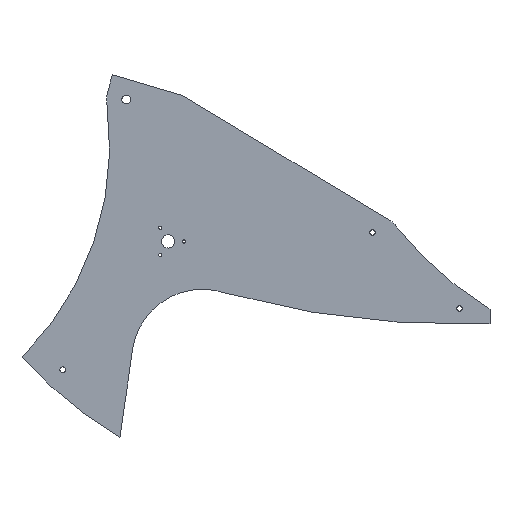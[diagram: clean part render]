
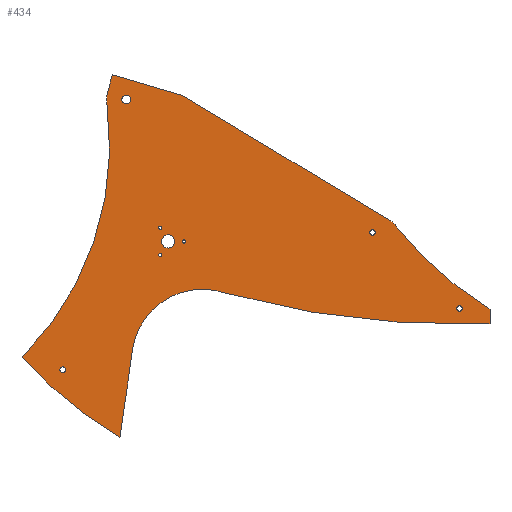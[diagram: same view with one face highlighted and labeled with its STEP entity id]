
A CAD part, left-side view. The second image highlights one B-rep face of the part: STEP entity #434.
In plain terms, the highlighted planar face has unit normal (-1, 0, 0).
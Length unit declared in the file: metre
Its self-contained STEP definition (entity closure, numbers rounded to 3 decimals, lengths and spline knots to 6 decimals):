
#51=CIRCLE('',#483,0.635);
#52=CIRCLE('',#485,0.0508);
#53=CIRCLE('',#488,0.002019);
#54=CIRCLE('',#489,0.002019);
#55=CIRCLE('',#490,0.001191);
#56=CIRCLE('',#491,0.001191);
#57=CIRCLE('',#492,0.001191);
#58=CIRCLE('',#493,0.003175);
#59=CIRCLE('',#494,0.004763);
#60=CIRCLE('',#495,0.254);
#61=CIRCLE('',#496,0.0127);
#62=CIRCLE('',#497,0.014288);
#63=CIRCLE('',#498,0.215045);
#64=CIRCLE('',#499,0.304001);
#65=CIRCLE('',#500,0.002019);
#103=ORIENTED_EDGE('',*,*,#209,.F.);
#104=ORIENTED_EDGE('',*,*,#210,.F.);
#105=ORIENTED_EDGE('',*,*,#211,.F.);
#106=ORIENTED_EDGE('',*,*,#212,.F.);
#107=ORIENTED_EDGE('',*,*,#213,.F.);
#108=ORIENTED_EDGE('',*,*,#214,.T.);
#109=ORIENTED_EDGE('',*,*,#215,.T.);
#110=ORIENTED_EDGE('',*,*,#216,.F.);
#111=ORIENTED_EDGE('',*,*,#217,.T.);
#112=ORIENTED_EDGE('',*,*,#218,.F.);
#113=ORIENTED_EDGE('',*,*,#219,.F.);
#114=ORIENTED_EDGE('',*,*,#179,.T.);
#115=ORIENTED_EDGE('',*,*,#220,.F.);
#116=ORIENTED_EDGE('',*,*,#221,.F.);
#117=ORIENTED_EDGE('',*,*,#222,.T.);
#118=ORIENTED_EDGE('',*,*,#223,.T.);
#119=ORIENTED_EDGE('',*,*,#224,.F.);
#120=ORIENTED_EDGE('',*,*,#205,.F.);
#121=ORIENTED_EDGE('',*,*,#204,.T.);
#122=ORIENTED_EDGE('',*,*,#208,.T.);
#123=ORIENTED_EDGE('',*,*,#225,.F.);
#179=EDGE_CURVE('',#236,#234,#278,.T.);
#204=EDGE_CURVE('',#257,#258,#51,.T.);
#205=EDGE_CURVE('',#257,#259,#52,.T.);
#208=EDGE_CURVE('',#258,#260,#290,.T.);
#209=EDGE_CURVE('',#261,#261,#53,.T.);
#210=EDGE_CURVE('',#262,#262,#54,.T.);
#211=EDGE_CURVE('',#263,#263,#55,.T.);
#212=EDGE_CURVE('',#264,#264,#56,.T.);
#213=EDGE_CURVE('',#265,#265,#57,.T.);
#214=EDGE_CURVE('',#266,#266,#58,.F.);
#215=EDGE_CURVE('',#267,#267,#59,.F.);
#216=EDGE_CURVE('',#268,#260,#60,.T.);
#217=EDGE_CURVE('',#268,#269,#61,.T.);
#218=EDGE_CURVE('',#270,#269,#291,.T.);
#219=EDGE_CURVE('',#236,#270,#292,.T.);
#220=EDGE_CURVE('',#271,#234,#62,.F.);
#221=EDGE_CURVE('',#272,#271,#293,.T.);
#222=EDGE_CURVE('',#272,#273,#63,.F.);
#223=EDGE_CURVE('',#273,#274,#64,.T.);
#224=EDGE_CURVE('',#259,#274,#294,.T.);
#225=EDGE_CURVE('',#275,#275,#65,.T.);
#234=VERTEX_POINT('',#654);
#236=VERTEX_POINT('',#657);
#257=VERTEX_POINT('',#703);
#258=VERTEX_POINT('',#705);
#259=VERTEX_POINT('',#709);
#260=VERTEX_POINT('',#713);
#261=VERTEX_POINT('',#717);
#262=VERTEX_POINT('',#719);
#263=VERTEX_POINT('',#721);
#264=VERTEX_POINT('',#723);
#265=VERTEX_POINT('',#725);
#266=VERTEX_POINT('',#727);
#267=VERTEX_POINT('',#729);
#268=VERTEX_POINT('',#731);
#269=VERTEX_POINT('',#733);
#270=VERTEX_POINT('',#735);
#271=VERTEX_POINT('',#738);
#272=VERTEX_POINT('',#740);
#273=VERTEX_POINT('',#742);
#274=VERTEX_POINT('',#744);
#275=VERTEX_POINT('',#747);
#278=LINE('',#656,#303);
#290=LINE('',#714,#315);
#291=LINE('',#734,#316);
#292=LINE('',#736,#317);
#293=LINE('',#739,#318);
#294=LINE('',#745,#319);
#303=VECTOR('',#523,1.);
#315=VECTOR('',#577,1.);
#316=VECTOR('',#598,1.);
#317=VECTOR('',#599,1.);
#318=VECTOR('',#602,1.);
#319=VECTOR('',#607,1.);
#340=EDGE_LOOP('',(#103));
#341=EDGE_LOOP('',(#104));
#342=EDGE_LOOP('',(#105));
#343=EDGE_LOOP('',(#106));
#344=EDGE_LOOP('',(#107));
#345=EDGE_LOOP('',(#108));
#346=EDGE_LOOP('',(#109));
#347=EDGE_LOOP('',(#110,#111,#112,#113,#114,#115,#116,#117,#118,#119,#120,
#121,#122));
#348=EDGE_LOOP('',(#123));
#387=FACE_BOUND('',#340,.T.);
#388=FACE_BOUND('',#341,.T.);
#389=FACE_BOUND('',#342,.T.);
#390=FACE_BOUND('',#343,.T.);
#391=FACE_BOUND('',#344,.T.);
#392=FACE_BOUND('',#345,.T.);
#393=FACE_BOUND('',#346,.T.);
#394=FACE_BOUND('',#347,.T.);
#395=FACE_BOUND('',#348,.T.);
#424=PLANE('',#487);
#434=ADVANCED_FACE('',(#387,#388,#389,#390,#391,#392,#393,#394,#395),#424,
 .T.);
#483=AXIS2_PLACEMENT_3D('',#706,#567,#568);
#485=AXIS2_PLACEMENT_3D('',#708,#571,#572);
#487=AXIS2_PLACEMENT_3D('',#715,#578,#579);
#488=AXIS2_PLACEMENT_3D('',#716,#580,#581);
#489=AXIS2_PLACEMENT_3D('',#718,#582,#583);
#490=AXIS2_PLACEMENT_3D('',#720,#584,#585);
#491=AXIS2_PLACEMENT_3D('',#722,#586,#587);
#492=AXIS2_PLACEMENT_3D('',#724,#588,#589);
#493=AXIS2_PLACEMENT_3D('',#726,#590,#591);
#494=AXIS2_PLACEMENT_3D('',#728,#592,#593);
#495=AXIS2_PLACEMENT_3D('',#730,#594,#595);
#496=AXIS2_PLACEMENT_3D('',#732,#596,#597);
#497=AXIS2_PLACEMENT_3D('',#737,#600,#601);
#498=AXIS2_PLACEMENT_3D('',#741,#603,#604);
#499=AXIS2_PLACEMENT_3D('',#743,#605,#606);
#500=AXIS2_PLACEMENT_3D('',#746,#608,#609);
#523=DIRECTION('',(0.,0.258,-0.966));
#567=DIRECTION('',(-1.,0.,0.));
#568=DIRECTION('',(0.,0.,1.));
#571=DIRECTION('',(-1.,0.,0.));
#572=DIRECTION('',(0.,-0.07,0.998));
#577=DIRECTION('',(0.,0.,1.));
#578=DIRECTION('',(-1.,0.,0.));
#579=DIRECTION('',(0.,-1.,0.));
#580=DIRECTION('',(-1.,0.,0.));
#581=DIRECTION('',(0.,0.,1.));
#582=DIRECTION('',(-1.,0.,0.));
#583=DIRECTION('',(0.,0.,1.));
#584=DIRECTION('',(-1.,0.,0.));
#585=DIRECTION('',(0.,0.,1.));
#586=DIRECTION('',(-1.,0.,0.));
#587=DIRECTION('',(0.,0.,1.));
#588=DIRECTION('',(-1.,0.,0.));
#589=DIRECTION('',(0.,0.,1.));
#590=DIRECTION('',(-1.,0.,0.));
#591=DIRECTION('',(0.,0.,1.));
#592=DIRECTION('',(-1.,0.,0.));
#593=DIRECTION('',(0.,0.,1.));
#594=DIRECTION('',(-1.,0.,0.));
#595=DIRECTION('',(0.,-0.052,0.999));
#596=DIRECTION('',(-1.,0.,0.));
#597=DIRECTION('',(0.,0.,1.));
#598=DIRECTION('',(0.,-0.856,-0.516));
#599=DIRECTION('',(0.,-0.959,-0.284));
#600=DIRECTION('',(-1.,0.,0.));
#601=DIRECTION('',(0.,0.,1.));
#602=DIRECTION('',(0.,0.131,0.991));
#603=DIRECTION('',(-1.,0.,0.));
#604=DIRECTION('',(0.,0.,1.));
#605=DIRECTION('',(-1.,0.,0.));
#606=DIRECTION('',(0.,0.,1.));
#607=DIRECTION('',(0.,0.143,-0.99));
#608=DIRECTION('',(-1.,0.,0.));
#609=DIRECTION('',(0.,0.,1.));
#654=CARTESIAN_POINT('',(0.01703,-0.749079,0.060588));
#656=CARTESIAN_POINT('',(0.01703,-0.736933,0.015036));
#657=CARTESIAN_POINT('',(0.01703,-0.752861,0.074775));
#703=CARTESIAN_POINT('',(0.01703,-0.834422,-0.082379));
#705=CARTESIAN_POINT('',(0.01703,-1.024498,-0.104366));
#706=CARTESIAN_POINT('',(0.01703,-1.001593,0.530221));
#708=CARTESIAN_POINT('',(0.01703,-0.817662,-0.130335));
#709=CARTESIAN_POINT('',(0.01703,-0.767381,-0.123095));
#713=CARTESIAN_POINT('',(0.01703,-1.024498,-0.093759));
#714=CARTESIAN_POINT('',(0.01703,-1.024498,-0.07215));
#715=CARTESIAN_POINT('',(0.01703,-0.856791,-0.038056));
#716=CARTESIAN_POINT('',(0.01703,-1.002565,-0.093353));
#717=CARTESIAN_POINT('',(0.01703,-1.002565,-0.091334));
#718=CARTESIAN_POINT('',(0.01703,-0.940015,-0.03874));
#719=CARTESIAN_POINT('',(0.01703,-0.940015,-0.036721));
#720=CARTESIAN_POINT('',(0.01703,-0.787386,-0.035339));
#721=CARTESIAN_POINT('',(0.01703,-0.787386,-0.034148));
#722=CARTESIAN_POINT('',(0.01703,-0.804352,-0.045135));
#723=CARTESIAN_POINT('',(0.01703,-0.804352,-0.043944));
#724=CARTESIAN_POINT('',(0.01703,-0.787386,-0.05493));
#725=CARTESIAN_POINT('',(0.01703,-0.787386,-0.053739));
#726=CARTESIAN_POINT('',(0.01703,-0.762884,0.056908));
#727=CARTESIAN_POINT('',(0.01703,-0.762884,0.060083));
#728=CARTESIAN_POINT('',(0.01703,-0.793042,-0.045135));
#729=CARTESIAN_POINT('',(0.01703,-0.793042,-0.040372));
#730=CARTESIAN_POINT('',(0.01703,-1.155998,0.123552));
#731=CARTESIAN_POINT('',(0.01703,-0.956195,-0.033276));
#732=CARTESIAN_POINT('',(0.01703,-0.946205,-0.041118));
#733=CARTESIAN_POINT('',(0.01703,-0.952764,-0.030242));
#734=CARTESIAN_POINT('',(0.01703,-0.872228,0.018327));
#735=CARTESIAN_POINT('',(0.01703,-0.803472,0.059791));
#736=CARTESIAN_POINT('',(0.01703,-0.785206,0.065199));
#737=CARTESIAN_POINT('',(0.01703,-0.762884,0.056908));
#738=CARTESIAN_POINT('',(0.01703,-0.74872,0.055033));
#739=CARTESIAN_POINT('',(0.01703,-0.748923,0.053496));
#740=CARTESIAN_POINT('',(0.01703,-0.749127,0.05196));
#741=CARTESIAN_POINT('',(0.01703,-0.535942,0.023738));
#742=CARTESIAN_POINT('',(0.01703,-0.687885,-0.128438));
#743=CARTESIAN_POINT('',(0.01703,-0.913298,0.075536));
#744=CARTESIAN_POINT('',(0.01703,-0.758324,-0.185997));
#745=CARTESIAN_POINT('',(0.01703,-0.781019,-0.028377));
#746=CARTESIAN_POINT('',(0.01703,-0.717169,-0.137425));
#747=CARTESIAN_POINT('',(0.01703,-0.717169,-0.135406));
